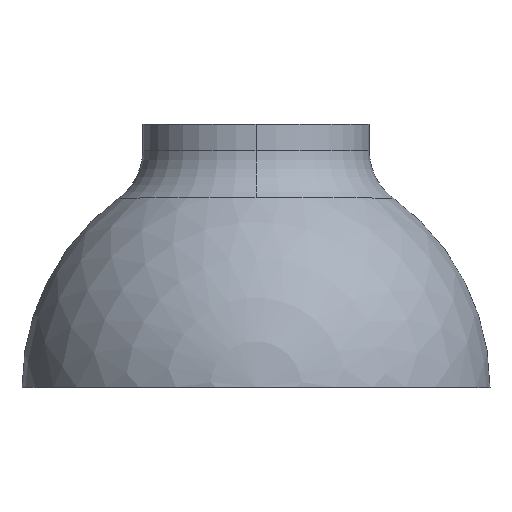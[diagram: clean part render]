
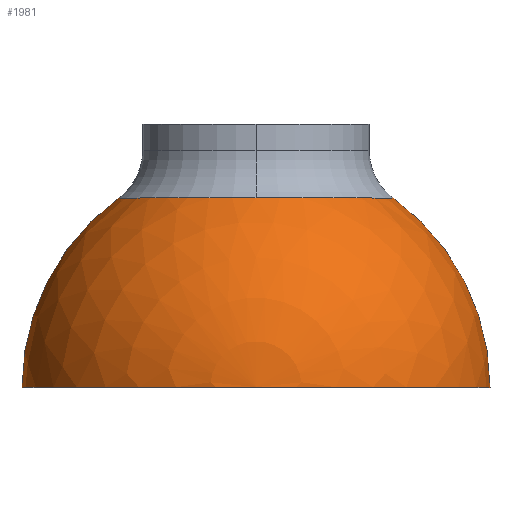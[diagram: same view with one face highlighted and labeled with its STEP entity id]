
A CAD part, top view. The second image highlights one B-rep face of the part: STEP entity #1981.
In plain terms, the highlighted spherical face has radius 40 mm.
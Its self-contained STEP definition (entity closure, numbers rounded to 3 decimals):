
#16 = VERTEX_POINT ( 'NONE', #4600 ) ;
#81 = VERTEX_POINT ( 'NONE', #1232 ) ;
#302 = FACE_OUTER_BOUND ( 'NONE', #3998, .T. ) ;
#327 = CARTESIAN_POINT ( 'NONE',  ( 0., 32.375, 0. ) ) ;
#388 = CIRCLE ( 'NONE', #3747, 23.492 ) ;
#476 = DIRECTION ( 'NONE',  ( 0., 0., -1. ) ) ;
#518 = DIRECTION ( 'NONE',  ( 0., 0., 1. ) ) ;
#608 = CIRCLE ( 'NONE', #5222, 40. ) ;
#912 = AXIS2_PLACEMENT_3D ( 'NONE', #3192, #3754, #3821 ) ;
#979 = VERTEX_POINT ( 'NONE', #3328 ) ;
#1113 = ORIENTED_EDGE ( 'NONE', *, *, #3792, .T. ) ;
#1232 = CARTESIAN_POINT ( 'NONE',  ( 23.492, 32.375, 0. ) ) ;
#1319 = DIRECTION ( 'NONE',  ( 0., -1., 0. ) ) ;
#1387 = DIRECTION ( 'NONE',  ( 0., -1., 0. ) ) ;
#1515 = CARTESIAN_POINT ( 'NONE',  ( 0., 0., 0. ) ) ;
#1754 = DIRECTION ( 'NONE',  ( 0., 0., -1. ) ) ;
#1756 = CIRCLE ( 'NONE', #3330, 40. ) ;
#1970 = EDGE_CURVE ( 'NONE', #81, #16, #388, .T. ) ;
#1981 = ADVANCED_FACE ( 'NONE', ( #302 ), #3226, .T. ) ;
#2298 = ORIENTED_EDGE ( 'NONE', *, *, #1970, .T. ) ;
#2465 = CARTESIAN_POINT ( 'NONE',  ( 0., 0., 0. ) ) ;
#2710 = DIRECTION ( 'NONE',  ( 0., -1., 0. ) ) ;
#3168 = ORIENTED_EDGE ( 'NONE', *, *, #5650, .T. ) ;
#3192 = CARTESIAN_POINT ( 'NONE',  ( 0., 0., 0. ) ) ;
#3212 = AXIS2_PLACEMENT_3D ( 'NONE', #2465, #1387, #3980 ) ;
#3226 = SPHERICAL_SURFACE ( 'NONE', #912, 40. ) ;
#3318 = CIRCLE ( 'NONE', #3212, 40. ) ;
#3321 = DIRECTION ( 'NONE',  ( 0., 0., -1. ) ) ;
#3328 = CARTESIAN_POINT ( 'NONE',  ( -23.492, 32.375, 0. ) ) ;
#3330 = AXIS2_PLACEMENT_3D ( 'NONE', #5003, #476, #4008 ) ;
#3435 = CIRCLE ( 'NONE', #3642, 23.492 ) ;
#3642 = AXIS2_PLACEMENT_3D ( 'NONE', #327, #1319, #3321 ) ;
#3747 = AXIS2_PLACEMENT_3D ( 'NONE', #4829, #2710, #1754 ) ;
#3754 = DIRECTION ( 'NONE',  ( 0., 0., -1. ) ) ;
#3782 = CARTESIAN_POINT ( 'NONE',  ( -40., 0., 0. ) ) ;
#3792 = EDGE_CURVE ( 'NONE', #979, #6464, #608, .T. ) ;
#3821 = DIRECTION ( 'NONE',  ( -1., 0., 0. ) ) ;
#3980 = DIRECTION ( 'NONE',  ( 0., 0., -1. ) ) ;
#3998 = EDGE_LOOP ( 'NONE', ( #5723, #2298, #3168, #1113, #5935 ) ) ;
#4008 = DIRECTION ( 'NONE',  ( -1., 0., 0. ) ) ;
#4600 = CARTESIAN_POINT ( 'NONE',  ( 0., 32.375, 23.492 ) ) ;
#4759 = CARTESIAN_POINT ( 'NONE',  ( 40., 0., 0. ) ) ;
#4829 = CARTESIAN_POINT ( 'NONE',  ( 0., 32.375, 0. ) ) ;
#4852 = EDGE_CURVE ( 'NONE', #6106, #6464, #3318, .T. ) ;
#5003 = CARTESIAN_POINT ( 'NONE',  ( 0., 0., 0. ) ) ;
#5222 = AXIS2_PLACEMENT_3D ( 'NONE', #1515, #518, #5480 ) ;
#5480 = DIRECTION ( 'NONE',  ( 1., 0., 0. ) ) ;
#5650 = EDGE_CURVE ( 'NONE', #16, #979, #3435, .T. ) ;
#5723 = ORIENTED_EDGE ( 'NONE', *, *, #5852, .F. ) ;
#5852 = EDGE_CURVE ( 'NONE', #81, #6106, #1756, .T. ) ;
#5935 = ORIENTED_EDGE ( 'NONE', *, *, #4852, .F. ) ;
#6106 = VERTEX_POINT ( 'NONE', #4759 ) ;
#6464 = VERTEX_POINT ( 'NONE', #3782 ) ;
